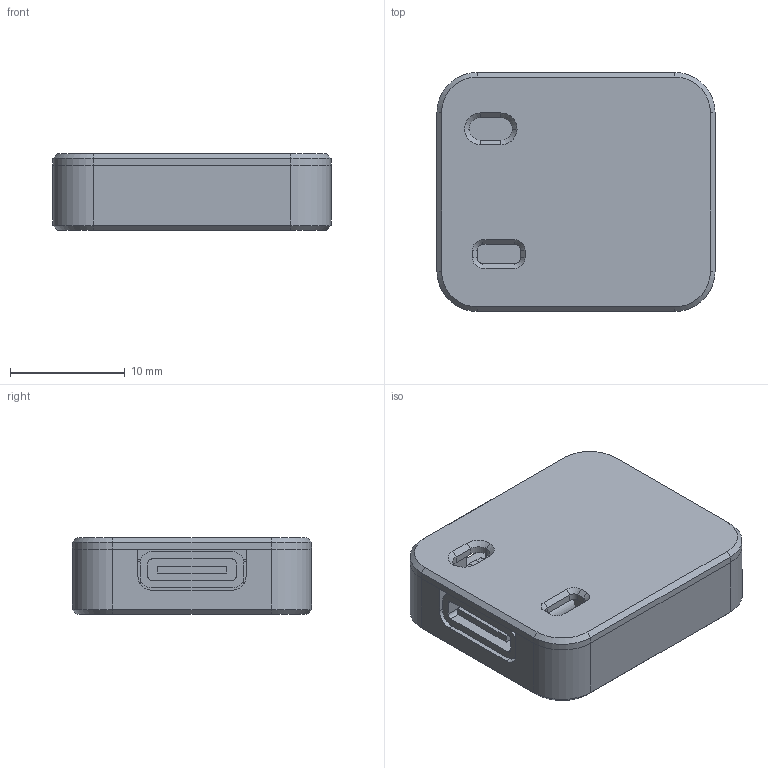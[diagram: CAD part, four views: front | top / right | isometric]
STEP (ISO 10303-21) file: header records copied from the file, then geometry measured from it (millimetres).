
FILE_DESCRIPTION(/* description */ (''),/* implementation_level */ '2;1');
FILE_NAME(/* name */ 'XIAO_Case.step',/* time_stamp */ '2022-01-08T20:17:22+01:00',/* author */ (''),/* organization */ (''),/* preprocessor_version */ 'ST-DEVELOPER v18.1',/* originating_system */ 'Autodesk Translation Framework v10.10.0.1391',/* authorisation */ '');
FILE_SCHEMA (('AUTOMOTIVE_DESIGN { 1 0 10303 214 3 1 1 }'));
Length unit declared in the file: millimetre
Products named in the file (2): XIAO_Case; Seeeduino Xiao
Assembly tree (1 placements, depth 2):
  XIAO_Case
    Seeeduino Xiao
Bounding box: 24.2 x 20.8 x 6.67 mm (x, y, z)
Volume: 2535.9 mm3; surface area: 4185.8 mm2
Topology: 3 solids, 3 shells, 299 faces, 840 edges, 552 vertices
Faces by surface type: plane 191, cylinder 92, cone 16
Full cylindrical faces by diameter (mm): 0.6 x14
Entity records: 9807 total; most frequent: CARTESIAN_POINT 1700, ORIENTED_EDGE 1680, DIRECTION 1642, EDGE_CURVE 840, LINE 638, VECTOR 638, VERTEX_POINT 552, AXIS2_PLACEMENT_3D 502
